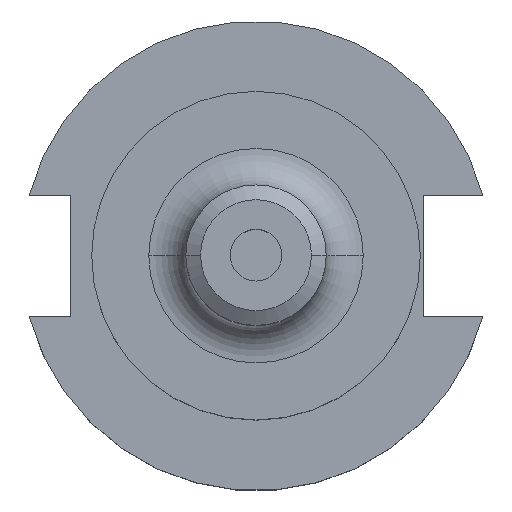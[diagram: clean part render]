
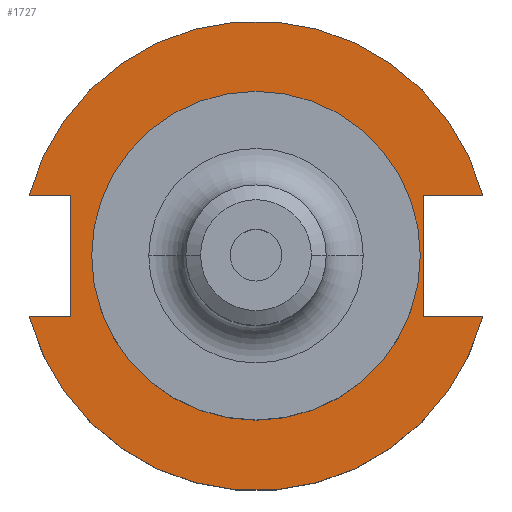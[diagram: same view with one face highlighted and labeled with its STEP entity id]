
A CAD part, top view. The second image highlights one B-rep face of the part: STEP entity #1727.
In plain terms, the highlighted planar face has unit normal (0, 0, 1).
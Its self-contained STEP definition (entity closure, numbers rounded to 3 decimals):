
#11 = VECTOR ( 'NONE', #1567, 1000. ) ;
#14 = ORIENTED_EDGE ( 'NONE', *, *, #1311, .F. ) ;
#35 = VERTEX_POINT ( 'NONE', #994 ) ;
#104 = LINE ( 'NONE', #1645, #1748 ) ;
#120 = CARTESIAN_POINT ( 'NONE',  ( 22.606, 8.191, 19.05 ) ) ;
#134 = AXIS2_PLACEMENT_3D ( 'NONE', #974, #847, #1144 ) ;
#135 = DIRECTION ( 'NONE',  ( 0., -1., 0. ) ) ;
#138 = CIRCLE ( 'NONE', #944, 31.75 ) ;
#147 = EDGE_CURVE ( 'NONE', #1572, #674, #1006, .T. ) ;
#170 = DIRECTION ( 'NONE',  ( 1., 0., 0. ) ) ;
#200 = FACE_BOUND ( 'NONE', #1755, .T. ) ;
#234 = CARTESIAN_POINT ( 'NONE',  ( 0., 8.191, 19.05 ) ) ;
#239 = LINE ( 'NONE', #600, #904 ) ;
#260 = EDGE_CURVE ( 'NONE', #1396, #956, #104, .T. ) ;
#276 = VECTOR ( 'NONE', #135, 1000. ) ;
#328 = CIRCLE ( 'NONE', #1286, 31.75 ) ;
#341 = ORIENTED_EDGE ( 'NONE', *, *, #418, .T. ) ;
#345 = AXIS2_PLACEMENT_3D ( 'NONE', #356, #1667, #1380 ) ;
#356 = CARTESIAN_POINT ( 'NONE',  ( 0., 0., 19.05 ) ) ;
#370 = LINE ( 'NONE', #1419, #11 ) ;
#374 = DIRECTION ( 'NONE',  ( -1., 0., 0. ) ) ;
#391 = DIRECTION ( 'NONE',  ( 0., 0., 1. ) ) ;
#418 = EDGE_CURVE ( 'NONE', #683, #35, #1289, .T. ) ;
#467 = CARTESIAN_POINT ( 'NONE',  ( -61.091, 8.191, 19.05 ) ) ;
#498 = DIRECTION ( 'NONE',  ( -1., 0., 0. ) ) ;
#600 = CARTESIAN_POINT ( 'NONE',  ( -61.091, -8.191, 19.05 ) ) ;
#601 = EDGE_CURVE ( 'NONE', #859, #1164, #328, .T. ) ;
#605 = DIRECTION ( 'NONE',  ( 0., 0., 1. ) ) ;
#611 = EDGE_CURVE ( 'NONE', #859, #35, #239, .T. ) ;
#662 = ORIENTED_EDGE ( 'NONE', *, *, #260, .T. ) ;
#674 = VERTEX_POINT ( 'NONE', #1737 ) ;
#682 = EDGE_CURVE ( 'NONE', #1510, #683, #1507, .T. ) ;
#683 = VERTEX_POINT ( 'NONE', #860 ) ;
#687 = CIRCLE ( 'NONE', #345, 22.225 ) ;
#717 = CARTESIAN_POINT ( 'NONE',  ( 22.225, 0., 19.05 ) ) ;
#753 = DIRECTION ( 'NONE',  ( 1., 0., 0. ) ) ;
#776 = DIRECTION ( 'NONE',  ( 0., 1., 0. ) ) ;
#821 = CARTESIAN_POINT ( 'NONE',  ( 30.675, 8.191, 19.05 ) ) ;
#847 = DIRECTION ( 'NONE',  ( 0., 0., -1. ) ) ;
#858 = CARTESIAN_POINT ( 'NONE',  ( -30.675, 8.191, 19.05 ) ) ;
#859 = VERTEX_POINT ( 'NONE', #1370 ) ;
#860 = CARTESIAN_POINT ( 'NONE',  ( -25.091, 8.191, 19.05 ) ) ;
#864 = VECTOR ( 'NONE', #374, 1000. ) ;
#876 = ORIENTED_EDGE ( 'NONE', *, *, #948, .F. ) ;
#904 = VECTOR ( 'NONE', #170, 1000. ) ;
#933 = CARTESIAN_POINT ( 'NONE',  ( 0., 0., 19.05 ) ) ;
#944 = AXIS2_PLACEMENT_3D ( 'NONE', #1109, #391, #1842 ) ;
#948 = EDGE_CURVE ( 'NONE', #1396, #1164, #370, .T. ) ;
#956 = VERTEX_POINT ( 'NONE', #120 ) ;
#974 = CARTESIAN_POINT ( 'NONE',  ( 0., 0., 19.05 ) ) ;
#984 = FACE_OUTER_BOUND ( 'NONE', #1790, .T. ) ;
#994 = CARTESIAN_POINT ( 'NONE',  ( -25.091, -8.191, 19.05 ) ) ;
#1006 = CIRCLE ( 'NONE', #1674, 22.225 ) ;
#1012 = ORIENTED_EDGE ( 'NONE', *, *, #611, .F. ) ;
#1066 = ORIENTED_EDGE ( 'NONE', *, *, #1197, .T. ) ;
#1109 = CARTESIAN_POINT ( 'NONE',  ( 0., 0., 19.05 ) ) ;
#1144 = DIRECTION ( 'NONE',  ( -1., 0., 0. ) ) ;
#1164 = VERTEX_POINT ( 'NONE', #1239 ) ;
#1174 = VECTOR ( 'NONE', #753, 1000. ) ;
#1197 = EDGE_CURVE ( 'NONE', #1262, #1510, #138, .T. ) ;
#1209 = ORIENTED_EDGE ( 'NONE', *, *, #682, .T. ) ;
#1233 = DIRECTION ( 'NONE',  ( 0., 0., -1. ) ) ;
#1239 = CARTESIAN_POINT ( 'NONE',  ( 30.675, -8.191, 19.05 ) ) ;
#1258 = LINE ( 'NONE', #234, #864 ) ;
#1262 = VERTEX_POINT ( 'NONE', #821 ) ;
#1284 = ORIENTED_EDGE ( 'NONE', *, *, #1398, .T. ) ;
#1286 = AXIS2_PLACEMENT_3D ( 'NONE', #1470, #605, #1607 ) ;
#1289 = LINE ( 'NONE', #1860, #276 ) ;
#1311 = EDGE_CURVE ( 'NONE', #1262, #956, #1258, .T. ) ;
#1370 = CARTESIAN_POINT ( 'NONE',  ( -30.675, -8.191, 19.05 ) ) ;
#1375 = ORIENTED_EDGE ( 'NONE', *, *, #147, .T. ) ;
#1380 = DIRECTION ( 'NONE',  ( -1., 0., 0. ) ) ;
#1396 = VERTEX_POINT ( 'NONE', #1514 ) ;
#1398 = EDGE_CURVE ( 'NONE', #674, #1572, #687, .T. ) ;
#1419 = CARTESIAN_POINT ( 'NONE',  ( 0., -8.191, 19.05 ) ) ;
#1429 = ORIENTED_EDGE ( 'NONE', *, *, #601, .T. ) ;
#1470 = CARTESIAN_POINT ( 'NONE',  ( 0., 0., 19.05 ) ) ;
#1507 = LINE ( 'NONE', #467, #1174 ) ;
#1510 = VERTEX_POINT ( 'NONE', #858 ) ;
#1514 = CARTESIAN_POINT ( 'NONE',  ( 22.606, -8.191, 19.05 ) ) ;
#1567 = DIRECTION ( 'NONE',  ( 1., 0., 0. ) ) ;
#1572 = VERTEX_POINT ( 'NONE', #717 ) ;
#1587 = PLANE ( 'NONE',  #134 ) ;
#1607 = DIRECTION ( 'NONE',  ( 1., 0., 0. ) ) ;
#1645 = CARTESIAN_POINT ( 'NONE',  ( 22.606, 0., 19.05 ) ) ;
#1667 = DIRECTION ( 'NONE',  ( 0., 0., -1. ) ) ;
#1674 = AXIS2_PLACEMENT_3D ( 'NONE', #933, #1233, #498 ) ;
#1727 = ADVANCED_FACE ( 'NONE', ( #200, #984 ), #1587, .F. ) ;
#1737 = CARTESIAN_POINT ( 'NONE',  ( -22.225, 0., 19.05 ) ) ;
#1748 = VECTOR ( 'NONE', #776, 1000. ) ;
#1755 = EDGE_LOOP ( 'NONE', ( #1284, #1375 ) ) ;
#1790 = EDGE_LOOP ( 'NONE', ( #341, #1012, #1429, #876, #662, #14, #1066, #1209 ) ) ;
#1842 = DIRECTION ( 'NONE',  ( 1., 0., 0. ) ) ;
#1860 = CARTESIAN_POINT ( 'NONE',  ( -25.091, 8.191, 19.05 ) ) ;
